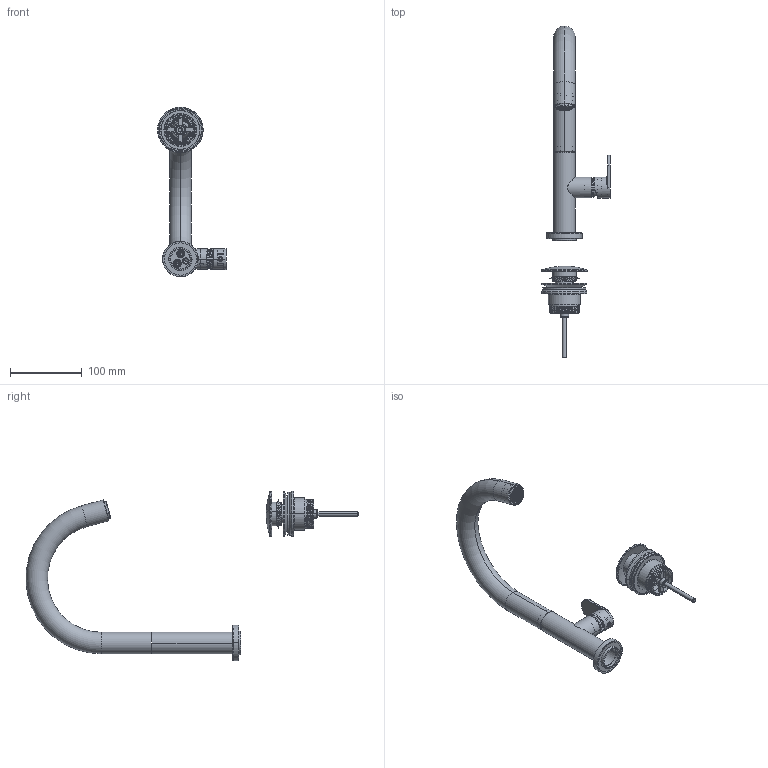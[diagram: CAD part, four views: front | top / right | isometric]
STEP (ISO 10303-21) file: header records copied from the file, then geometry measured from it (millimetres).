
FILE_DESCRIPTION(('STEP AP203'),'1');
FILE_NAME('Sottile 2.STP','2025-12-09T10:24:43',(' '),(' '),'Spatial InterOp 3D',' ',' ');
FILE_SCHEMA(('CONFIG_CONTROL_DESIGN'));
Length unit declared in the file: millimetre
Products named in the file (1): 1
Bounding box: 95.85 x 462.79 x 236.58 mm (x, y, z)
Surface area: 186092.9 mm2 (no closed solid volume)
Topology: 0 solids, 41 shells, 2753 faces, 7874 edges, 5076 vertices
Faces by surface type: cylinder 1290, plane 1030, cone 242, torus 126, bspline 49, sphere 16
Entity records: 108110 total; most frequent: CARTESIAN_POINT 35255, ORIENTED_EDGE 15614, DIRECTION 14233, EDGE_CURVE 7833, VERTEX_POINT 5076, AXIS2_PLACEMENT_3D 5054, LINE 4125, VECTOR 4125
